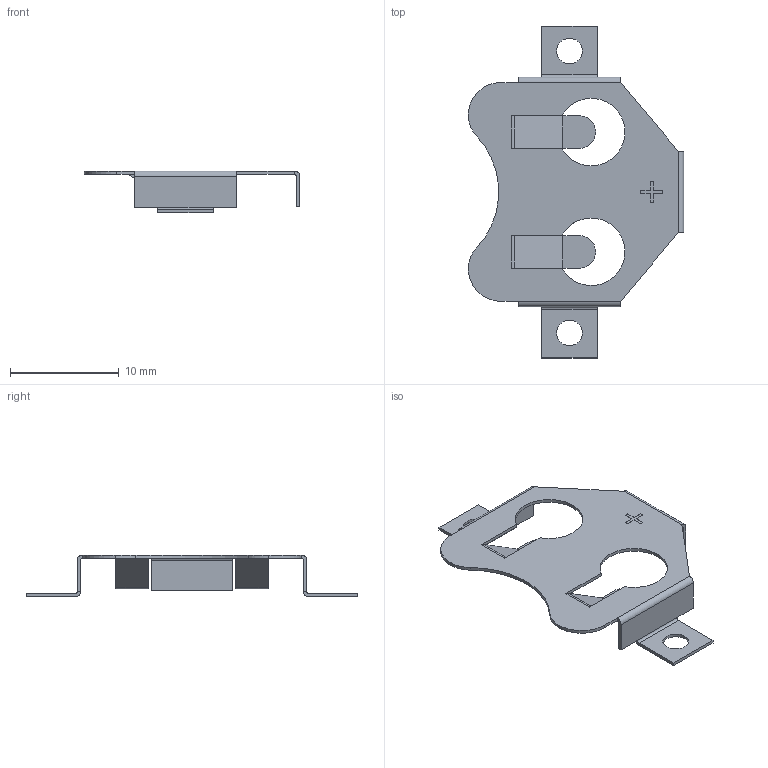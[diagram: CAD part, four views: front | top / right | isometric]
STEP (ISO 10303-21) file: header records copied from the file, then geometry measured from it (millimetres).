
FILE_DESCRIPTION( ( 'Unknown' ), '1' );
FILE_NAME( '79523141.stp', 'Unknown', ( 'Unknown' ), ( 'Unknown' ), 'XStep 1.0', 'Unknown', ' ' );
FILE_SCHEMA( ( 'automotive_design' ) );
Length unit declared in the file: millimetre
Products named in the file (1): 1
Bounding box: 19.8 x 30.5 x 3.85 mm (x, y, z)
Volume: 126.5 mm3; surface area: 907.7 mm2
Topology: 1 solids, 1 shells, 95 faces, 248 edges, 156 vertices
Faces by surface type: plane 66, cylinder 29
Full cylindrical faces by diameter (mm): 2.35 x2
Entity records: 3634 total; most frequent: CARTESIAN_POINT 522, ORIENTED_EDGE 492, DIRECTION 472, EDGE_CURVE 246, LINE 164, VECTOR 164, VERTEX_POINT 156, AXIS2_PLACEMENT_3D 154
